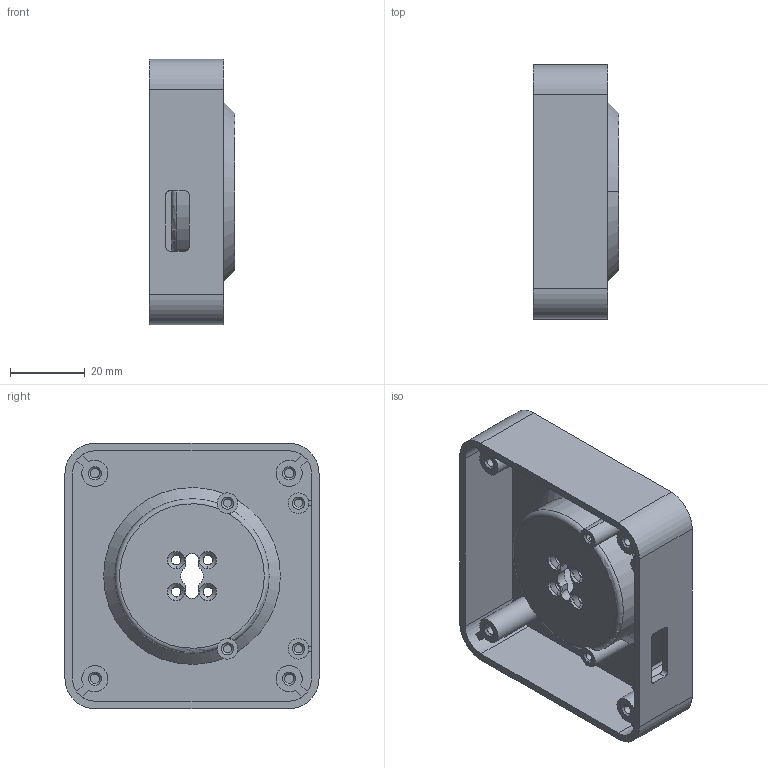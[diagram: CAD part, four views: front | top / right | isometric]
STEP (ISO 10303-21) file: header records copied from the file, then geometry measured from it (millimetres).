
FILE_DESCRIPTION((''),'2;1');
FILE_NAME('PLATFORM-BOX_29','2024-12-10T14:15:09',('29904'),(''),'CREO PARAMETRIC BY PTC INC, 2024063','CREO PARAMETRIC BY PTC INC, 2024063','');
FILE_SCHEMA(('CONFIG_CONTROL_DESIGN'));
Length unit declared in the file: millimetre
Products named in the file (1): PLATFORM-BOX_29
Bounding box: 23 x 68 x 71 mm (x, y, z)
Volume: 27415.4 mm3; surface area: 25204.2 mm2
Topology: 1 solids, 1 shells, 161 faces, 460 edges, 317 vertices
Faces by surface type: cylinder 68, plane 62, cone 29, torus 2
Entity records: 5572 total; most frequent: CARTESIAN_POINT 1034, DIRECTION 1022, ORIENTED_EDGE 920, EDGE_CURVE 460, AXIS2_PLACEMENT_3D 409, VERTEX_POINT 317, CIRCLE 248, VECTOR 204
